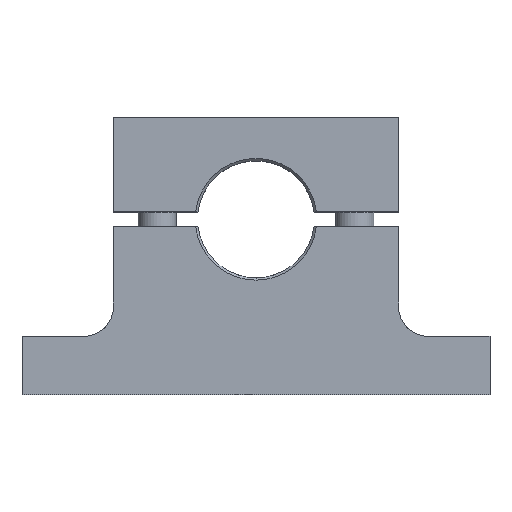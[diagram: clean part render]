
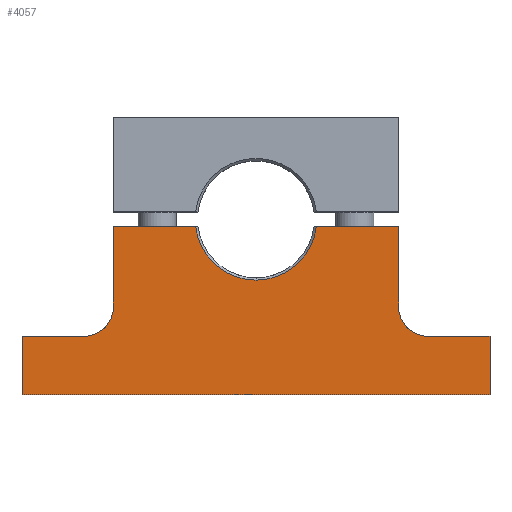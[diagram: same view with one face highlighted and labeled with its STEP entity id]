
A CAD part, top view. The second image highlights one B-rep face of the part: STEP entity #4057.
In plain terms, the highlighted planar face has unit normal (0, 0, 1).
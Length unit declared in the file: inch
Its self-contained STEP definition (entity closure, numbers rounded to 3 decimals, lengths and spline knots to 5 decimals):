
#23 = VERTEX_POINT ( 'NONE', #4390 ) ;
#49 = DIRECTION ( 'NONE',  ( 0., -1., 0. ) ) ;
#66 = EDGE_CURVE ( 'NONE', #4553, #1643, #2660, .T. ) ;
#83 = CIRCLE ( 'NONE', #4088, 0.125 ) ;
#133 = VERTEX_POINT ( 'NONE', #187 ) ;
#137 = ORIENTED_EDGE ( 'NONE', *, *, #66, .F. ) ;
#187 = CARTESIAN_POINT ( 'NONE',  ( 0.25812, -0.03125, 0.25 ) ) ;
#197 = AXIS2_PLACEMENT_3D ( 'NONE', #4672, #2363, #49 ) ;
#236 = EDGE_CURVE ( 'NONE', #3040, #4371, #2876, .T. ) ;
#250 = LINE ( 'NONE', #1422, #2296 ) ;
#269 = VERTEX_POINT ( 'NONE', #3740 ) ;
#292 = VECTOR ( 'NONE', #5024, 39.37008 ) ;
#350 = CARTESIAN_POINT ( 'NONE',  ( -0.7345, -0.375, 0.25 ) ) ;
#410 = CARTESIAN_POINT ( 'NONE',  ( -0.6095, -0.03125, 0.25 ) ) ;
#444 = VERTEX_POINT ( 'NONE', #410 ) ;
#570 = CARTESIAN_POINT ( 'NONE',  ( 0.7345, -0.375, 0.25 ) ) ;
#614 = VECTOR ( 'NONE', #4017, 39.37008 ) ;
#734 = DIRECTION ( 'NONE',  ( 1., 0., 0. ) ) ;
#740 = ORIENTED_EDGE ( 'NONE', *, *, #3334, .F. ) ;
#819 = VERTEX_POINT ( 'NONE', #4183 ) ;
#882 = CARTESIAN_POINT ( 'NONE',  ( -0.6095, -0.375, 0.25 ) ) ;
#913 = CARTESIAN_POINT ( 'NONE',  ( 0.7345, -0.5, 0.25 ) ) ;
#932 = CARTESIAN_POINT ( 'NONE',  ( 1., -0.75, 0.25 ) ) ;
#949 = DIRECTION ( 'NONE',  ( 1., 0., 0. ) ) ;
#964 = DIRECTION ( 'NONE',  ( 0., 0., 1. ) ) ;
#975 = CARTESIAN_POINT ( 'NONE',  ( -1., -0.5, 0.25 ) ) ;
#984 = CARTESIAN_POINT ( 'NONE',  ( 0., -0.26, 0.25 ) ) ;
#1001 = VECTOR ( 'NONE', #3699, 39.37008 ) ;
#1024 = LINE ( 'NONE', #932, #5021 ) ;
#1081 = VECTOR ( 'NONE', #3297, 39.37008 ) ;
#1139 = CARTESIAN_POINT ( 'NONE',  ( -1., -0.5, 0.25 ) ) ;
#1169 = EDGE_CURVE ( 'NONE', #1643, #2431, #1801, .T. ) ;
#1290 = DIRECTION ( 'NONE',  ( 0., 1., 0. ) ) ;
#1308 = EDGE_CURVE ( 'NONE', #444, #819, #3247, .T. ) ;
#1345 = DIRECTION ( 'NONE',  ( -1., 0., 0. ) ) ;
#1350 = PLANE ( 'NONE',  #3732 ) ;
#1380 = ORIENTED_EDGE ( 'NONE', *, *, #3785, .F. ) ;
#1422 = CARTESIAN_POINT ( 'NONE',  ( 0.24804, -0.03125, 0.25 ) ) ;
#1559 = ORIENTED_EDGE ( 'NONE', *, *, #1308, .F. ) ;
#1562 = VECTOR ( 'NONE', #1290, 39.37008 ) ;
#1643 = VERTEX_POINT ( 'NONE', #2797 ) ;
#1676 = LINE ( 'NONE', #882, #1562 ) ;
#1753 = EDGE_CURVE ( 'NONE', #4371, #23, #3056, .T. ) ;
#1764 = ORIENTED_EDGE ( 'NONE', *, *, #236, .F. ) ;
#1801 = LINE ( 'NONE', #2114, #2819 ) ;
#1807 = CIRCLE ( 'NONE', #1965, 0.26 ) ;
#1854 = VECTOR ( 'NONE', #4884, 39.37008 ) ;
#1965 = AXIS2_PLACEMENT_3D ( 'NONE', #4573, #2263, #4970 ) ;
#1973 = ORIENTED_EDGE ( 'NONE', *, *, #1753, .F. ) ;
#2114 = CARTESIAN_POINT ( 'NONE',  ( 1., -0.5, 0.25 ) ) ;
#2120 = EDGE_CURVE ( 'NONE', #133, #269, #250, .T. ) ;
#2204 = EDGE_CURVE ( 'NONE', #4070, #819, #1807, .T. ) ;
#2232 = AXIS2_PLACEMENT_3D ( 'NONE', #570, #3271, #949 ) ;
#2263 = DIRECTION ( 'NONE',  ( 0., 0., -1. ) ) ;
#2282 = CIRCLE ( 'NONE', #197, 0.26 ) ;
#2296 = VECTOR ( 'NONE', #4119, 39.37008 ) ;
#2363 = DIRECTION ( 'NONE',  ( 0., 0., -1. ) ) ;
#2376 = ORIENTED_EDGE ( 'NONE', *, *, #3203, .F. ) ;
#2415 = CARTESIAN_POINT ( 'NONE',  ( -1., -0.75, 0.25 ) ) ;
#2431 = VERTEX_POINT ( 'NONE', #2802 ) ;
#2558 = CARTESIAN_POINT ( 'NONE',  ( -1., -0.75, 0.25 ) ) ;
#2660 = LINE ( 'NONE', #913, #614 ) ;
#2676 = ORIENTED_EDGE ( 'NONE', *, *, #1169, .F. ) ;
#2797 = CARTESIAN_POINT ( 'NONE',  ( 1., -0.5, 0.25 ) ) ;
#2802 = CARTESIAN_POINT ( 'NONE',  ( 1., -0.75, 0.25 ) ) ;
#2819 = VECTOR ( 'NONE', #4425, 39.37008 ) ;
#2844 = CARTESIAN_POINT ( 'NONE',  ( 0.7345, -0.5, 0.25 ) ) ;
#2847 = ORIENTED_EDGE ( 'NONE', *, *, #2120, .F. ) ;
#2876 = LINE ( 'NONE', #2558, #1854 ) ;
#3040 = VERTEX_POINT ( 'NONE', #2415 ) ;
#3054 = EDGE_CURVE ( 'NONE', #4553, #5003, #3377, .T. ) ;
#3055 = DIRECTION ( 'NONE',  ( 0., 0., -1. ) ) ;
#3056 = LINE ( 'NONE', #975, #1001 ) ;
#3203 = EDGE_CURVE ( 'NONE', #4127, #444, #1676, .T. ) ;
#3247 = LINE ( 'NONE', #3729, #1081 ) ;
#3271 = DIRECTION ( 'NONE',  ( 0., 0., -1. ) ) ;
#3289 = CARTESIAN_POINT ( 'NONE',  ( 0., -0.45567, 0.25 ) ) ;
#3297 = DIRECTION ( 'NONE',  ( 1., 0., 0. ) ) ;
#3334 = EDGE_CURVE ( 'NONE', #2431, #3040, #1024, .T. ) ;
#3377 = CIRCLE ( 'NONE', #2232, 0.125 ) ;
#3588 = EDGE_LOOP ( 'NONE', ( #1380, #2847, #4004, #3843, #1559, #2376, #4429, #1973, #1764, #740, #2676, #137, #4487 ) ) ;
#3618 = FACE_OUTER_BOUND ( 'NONE', #3588, .T. ) ;
#3661 = CARTESIAN_POINT ( 'NONE',  ( 0.6095, -0.375, 0.25 ) ) ;
#3686 = DIRECTION ( 'NONE',  ( 1., 0., 0. ) ) ;
#3699 = DIRECTION ( 'NONE',  ( 1., 0., 0. ) ) ;
#3729 = CARTESIAN_POINT ( 'NONE',  ( -0.6095, -0.03125, 0.25 ) ) ;
#3732 = AXIS2_PLACEMENT_3D ( 'NONE', #3289, #964, #3686 ) ;
#3740 = CARTESIAN_POINT ( 'NONE',  ( 0.6095, -0.03125, 0.25 ) ) ;
#3785 = EDGE_CURVE ( 'NONE', #269, #5003, #4290, .T. ) ;
#3828 = EDGE_CURVE ( 'NONE', #133, #4070, #2282, .T. ) ;
#3843 = ORIENTED_EDGE ( 'NONE', *, *, #2204, .T. ) ;
#4004 = ORIENTED_EDGE ( 'NONE', *, *, #3828, .T. ) ;
#4017 = DIRECTION ( 'NONE',  ( 1., 0., 0. ) ) ;
#4057 = ADVANCED_FACE ( 'NONE', ( #3618 ), #1350, .T. ) ;
#4070 = VERTEX_POINT ( 'NONE', #984 ) ;
#4088 = AXIS2_PLACEMENT_3D ( 'NONE', #350, #3055, #734 ) ;
#4118 = CARTESIAN_POINT ( 'NONE',  ( -0.6095, -0.375, 0.25 ) ) ;
#4119 = DIRECTION ( 'NONE',  ( 1., 0., 0. ) ) ;
#4127 = VERTEX_POINT ( 'NONE', #4118 ) ;
#4183 = CARTESIAN_POINT ( 'NONE',  ( -0.25812, -0.03125, 0.25 ) ) ;
#4246 = CARTESIAN_POINT ( 'NONE',  ( 0.6095, -0.03125, 0.25 ) ) ;
#4290 = LINE ( 'NONE', #4246, #292 ) ;
#4371 = VERTEX_POINT ( 'NONE', #1139 ) ;
#4390 = CARTESIAN_POINT ( 'NONE',  ( -0.7345, -0.5, 0.25 ) ) ;
#4425 = DIRECTION ( 'NONE',  ( 0., -1., 0. ) ) ;
#4429 = ORIENTED_EDGE ( 'NONE', *, *, #4864, .T. ) ;
#4487 = ORIENTED_EDGE ( 'NONE', *, *, #3054, .T. ) ;
#4553 = VERTEX_POINT ( 'NONE', #2844 ) ;
#4573 = CARTESIAN_POINT ( 'NONE',  ( 0., 0., 0.25 ) ) ;
#4672 = CARTESIAN_POINT ( 'NONE',  ( 0., 0., 0.25 ) ) ;
#4864 = EDGE_CURVE ( 'NONE', #4127, #23, #83, .T. ) ;
#4884 = DIRECTION ( 'NONE',  ( 0., 1., 0. ) ) ;
#4970 = DIRECTION ( 'NONE',  ( 0., -1., 0. ) ) ;
#5003 = VERTEX_POINT ( 'NONE', #3661 ) ;
#5021 = VECTOR ( 'NONE', #1345, 39.37008 ) ;
#5024 = DIRECTION ( 'NONE',  ( 0., -1., 0. ) ) ;
